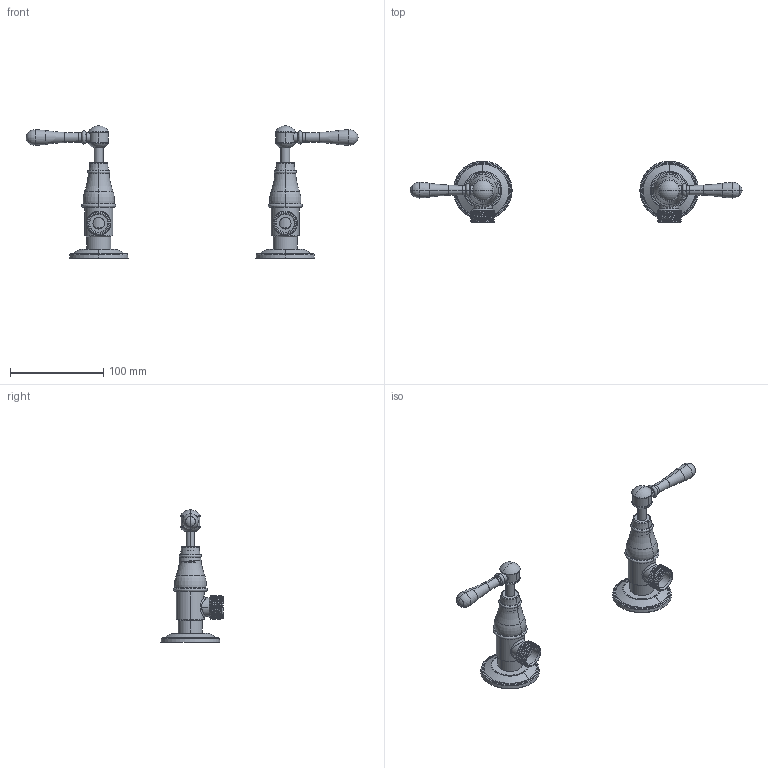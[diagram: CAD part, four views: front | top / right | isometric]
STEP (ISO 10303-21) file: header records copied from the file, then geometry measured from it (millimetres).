
FILE_DESCRIPTION (( 'STEP AP203' ), '1' );
FILE_NAME ('MV1017LCH.STEP', '2020-02-27T01:12:54', ( 'Windows 蚚誧' ), ( '' ), 'SwSTEP 2.0', 'SolidWorks 2019', '' );
FILE_SCHEMA (( 'CONFIG_CONTROL_DESIGN' ));
Length unit declared in the file: millimetre
Products named in the file (18): 炴畟褒概郪-100辦羲; 19.5x15x2.5菜え (M03047Q00); 100快开插齿G58阀芯（30.5阀盖） - 入墙; MV珨趼忒謫; MV1017LCH;    M70SB21C    MV珨趼忒梟裝; J03015G00  C花洒杆墙罩; 囀鞠褒潑芛蹟佪M5x12 (G12090G00); 17x2 O型圈-D14; 5-8辦羲概郋-100酗; MV褒概笘欶; 辦羲30.5坶踡蹟譫; 28.5X22.5X1.5綻祧菜え; 70炴畟儂褒概极; MV邧參珨趼忒謫釱
Assembly tree (28 placements, depth 4):
  MV1017LCH
    炴畟褒概郪-100辦羲
      70炴畟儂褒概极
      100快开插齿G58阀芯（30.5阀盖） - 入墙
        辦羲30.5坶踡蹟譫
        5-8辦羲概郋-100酗
        17x2 O型圈-D14
        28.5X22.5X1.5綻祧菜え
      MV褒概笘欶
      19.5x15x2.5菜え (M03047Q00)
    炴畟褒概郪-100辦羲
      70炴畟儂褒概极
      100快开插齿G58阀芯（30.5阀盖） - 入墙
        辦羲30.5坶踡蹟譫
        5-8辦羲概郋-100酗
        17x2 O型圈-D14
        28.5X22.5X1.5綻祧菜え
      MV褒概笘欶
      19.5x15x2.5菜え (M03047Q00)
    J03015G00  C花洒杆墙罩  x2
    MV珨趼忒謫
      MV邧參珨趼忒謫釱
         M70SB21C    MV珨趼忒梟裝
      囀鞠褒潑芛蹟佪M5x12 (G12090G00)
    MV珨趼忒謫
      MV邧參珨趼忒謫釱
         M70SB21C    MV珨趼忒梟裝
      囀鞠褒潑芛蹟佪M5x12 (G12090G00)
Bounding box: 356 x 66.5 x 141.9 mm (x, y, z)
Volume: 125910.1 mm3; surface area: 97795.5 mm2
Topology: 22 solids, 22 shells, 1470 faces, 3852 edges, 2466 vertices
Faces by surface type: cylinder 600, plane 396, cone 240, torus 132, bspline 90, sphere 12
Entity records: 49093 total; most frequent: CARTESIAN_POINT 30201, ORIENTED_EDGE 3844, DIRECTION 3232, EDGE_CURVE 1922, AXIS2_PLACEMENT_3D 1276, VERTEX_POINT 1233, EDGE_LOOP 777, FACE_OUTER_BOUND 735
